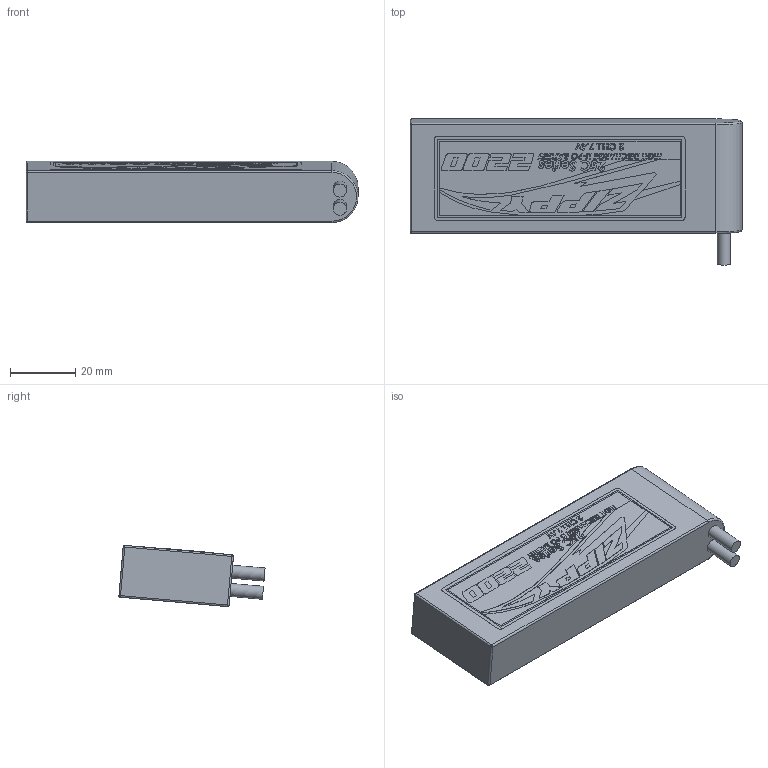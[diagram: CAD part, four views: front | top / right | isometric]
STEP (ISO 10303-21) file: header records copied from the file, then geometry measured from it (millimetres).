
FILE_DESCRIPTION(/* description */ (''),/* implementation_level */ '2;1');
FILE_NAME(/* name */ 'Untitled.step',/* time_stamp */ '2024-07-05T23:09:35+03:00',/* author */ (''),/* organization */ (''),/* preprocessor_version */ 'ST-DEVELOPER v20',/* originating_system */ 'Autodesk Translation Framework v13.14.0.145',/* authorisation */ '');
FILE_SCHEMA (('AUTOMOTIVE_DESIGN { 1 0 10303 214 3 1 1 }'));
Length unit declared in the file: millimetre
Products named in the file (1): (Unsaved)
Bounding box: 102 x 44.91 x 18.82 mm (x, y, z)
Volume: 54835 mm3; surface area: 11190.8 mm2
Topology: 1 solids, 1 shells, 690 faces, 1832 edges, 1212 vertices
Faces by surface type: plane 462, bspline 189, cylinder 33, sphere 4, torus 2
Full cylindrical faces by diameter (mm): 4 x2
Entity records: 30120 total; most frequent: CARTESIAN_POINT 13515, ORIENTED_EDGE 3656, DIRECTION 2516, EDGE_CURVE 1828, LINE 1376, VECTOR 1376, VERTEX_POINT 1212, EDGE_LOOP 762
